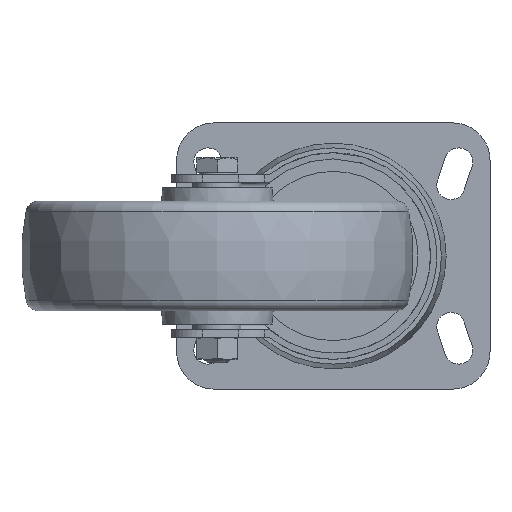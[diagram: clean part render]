
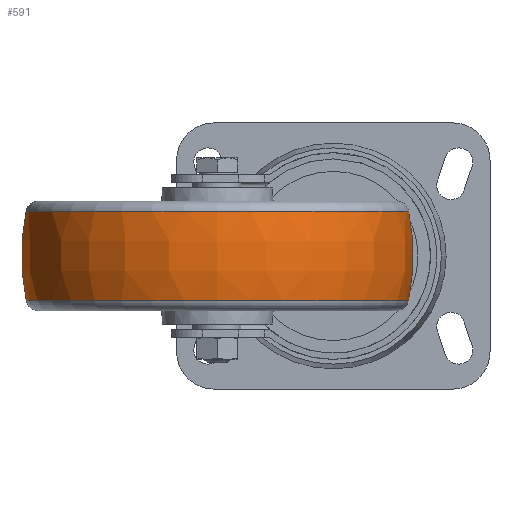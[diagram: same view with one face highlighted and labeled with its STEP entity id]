
A CAD part, front view. The second image highlights one B-rep face of the part: STEP entity #591.
In plain terms, the highlighted free-form (B-spline) face has degree [3, 3] with [4, 7] control points.
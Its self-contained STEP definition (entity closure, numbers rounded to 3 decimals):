
#591 = ADVANCED_FACE( '', ( #1263, #1264 ), #1265, .T. );
#1263 = FACE_OUTER_BOUND( '', #2055, .T. );
#1264 = FACE_OUTER_BOUND( '', #2056, .T. );
#1265 = ( BOUNDED_SURFACE(  )B_SPLINE_SURFACE( 3, 3, ( ( #2059, #2060, #2061, #2062, #2063, #2064, #2065 ), ( #2066, #2067, #2068, #2069, #2070, #2071, #2072 ), ( #2073, #2074, #2075, #2076, #2077, #2078, #2079 ), ( #2080, #2081, #2082, #2083, #2084, #2085, #2086 ) ), .UNSPECIFIED., .F., .T., .F. )B_SPLINE_SURFACE_WITH_KNOTS( ( 4, 4 ), ( 4, 3, 4 ), ( 0., 6.283 ), ( -0.204, 0.001, 0.206 ), .UNSPECIFIED. )GEOMETRIC_REPRESENTATION_ITEM(  )RATIONAL_B_SPLINE_SURFACE( ( ( 1., 0.333, 0.333, 1., 0.333, 0.333, 1. ), ( 0.986, 0.329, 0.329, 0.986, 0.329, 0.329, 0.986 ), ( 0.986, 0.329, 0.329, 0.986, 0.329, 0.329, 0.986 ), ( 1., 0.333, 0.333, 1., 0.333, 0.333, 1. ) ) )REPRESENTATION_ITEM( '' )SURFACE(  ) );
#2055 = EDGE_LOOP( '', ( #3426 ) );
#2056 = EDGE_LOOP( '', ( #3427 ) );
#2059 = CARTESIAN_POINT( '', ( 36.317, 0., -61.016 ) );
#2060 = CARTESIAN_POINT( '', ( 36.317, 122.033, -61.016 ) );
#2061 = CARTESIAN_POINT( '', ( 36.317, 122.033, 61.016 ) );
#2062 = CARTESIAN_POINT( '', ( 36.317, 0., 61.016 ) );
#2063 = CARTESIAN_POINT( '', ( 36.317, -122.033, 61.016 ) );
#2064 = CARTESIAN_POINT( '', ( 36.317, -122.033, -61.016 ) );
#2065 = CARTESIAN_POINT( '', ( 36.317, 0., -61.016 ) );
#2066 = CARTESIAN_POINT( '', ( 26.844, 0., -62.994 ) );
#2067 = CARTESIAN_POINT( '', ( 26.844, 125.988, -62.994 ) );
#2068 = CARTESIAN_POINT( '', ( 26.844, 125.988, 62.994 ) );
#2069 = CARTESIAN_POINT( '', ( 26.844, 0., 62.994 ) );
#2070 = CARTESIAN_POINT( '', ( 26.844, -125.988, 62.994 ) );
#2071 = CARTESIAN_POINT( '', ( 26.844, -125.988, -62.994 ) );
#2072 = CARTESIAN_POINT( '', ( 26.844, 0., -62.994 ) );
#2073 = CARTESIAN_POINT( '', ( 17.165, 0., -63.002 ) );
#2074 = CARTESIAN_POINT( '', ( 17.165, 126.003, -63.002 ) );
#2075 = CARTESIAN_POINT( '', ( 17.165, 126.003, 63.002 ) );
#2076 = CARTESIAN_POINT( '', ( 17.165, 0., 63.002 ) );
#2077 = CARTESIAN_POINT( '', ( 17.165, -126.003, 63.002 ) );
#2078 = CARTESIAN_POINT( '', ( 17.165, -126.003, -63.002 ) );
#2079 = CARTESIAN_POINT( '', ( 17.165, 0., -63.002 ) );
#2080 = CARTESIAN_POINT( '', ( 7.689, 0., -61.038 ) );
#2081 = CARTESIAN_POINT( '', ( 7.689, 122.077, -61.038 ) );
#2082 = CARTESIAN_POINT( '', ( 7.689, 122.077, 61.038 ) );
#2083 = CARTESIAN_POINT( '', ( 7.689, 0., 61.038 ) );
#2084 = CARTESIAN_POINT( '', ( 7.689, -122.077, 61.038 ) );
#2085 = CARTESIAN_POINT( '', ( 7.689, -122.077, -61.038 ) );
#2086 = CARTESIAN_POINT( '', ( 7.689, 0., -61.038 ) );
#3426 = ORIENTED_EDGE( '', *, *, #4458, .T. );
#3427 = ORIENTED_EDGE( '', *, *, #4816, .F. );
#4458 = EDGE_CURVE( '', #5239, #5239, #5240, .T. );
#4816 = EDGE_CURVE( '', #5815, #5815, #5816, .T. );
#5239 = VERTEX_POINT( '', #6378 );
#5240 = CIRCLE( '', #6379, 61.038 );
#5815 = VERTEX_POINT( '', #7272 );
#5816 = CIRCLE( '', #7273, 61.016 );
#6378 = CARTESIAN_POINT( '', ( 7.689, 0., -61.038 ) );
#6379 = AXIS2_PLACEMENT_3D( '', #8101, #8102, #8103 );
#7272 = CARTESIAN_POINT( '', ( 36.317, 0., -61.016 ) );
#7273 = AXIS2_PLACEMENT_3D( '', #8515, #8516, #8517 );
#8101 = CARTESIAN_POINT( '', ( 7.689, 0., 0. ) );
#8102 = DIRECTION( '', ( 1., 0., 0. ) );
#8103 = DIRECTION( '', ( 0., 0., -1. ) );
#8515 = CARTESIAN_POINT( '', ( 36.317, 0., 0. ) );
#8516 = DIRECTION( '', ( 1., 0., 0. ) );
#8517 = DIRECTION( '', ( 0., 0., -1. ) );
